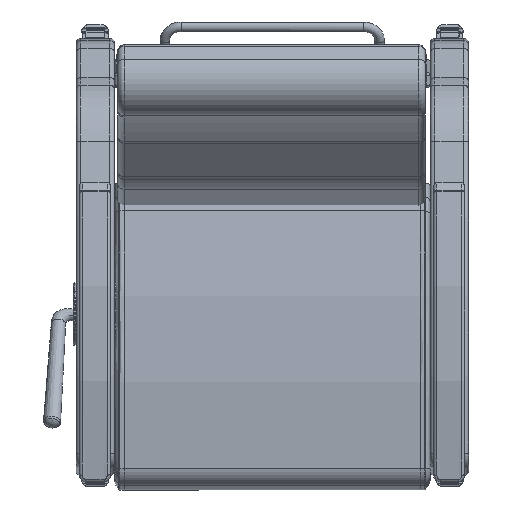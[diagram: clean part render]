
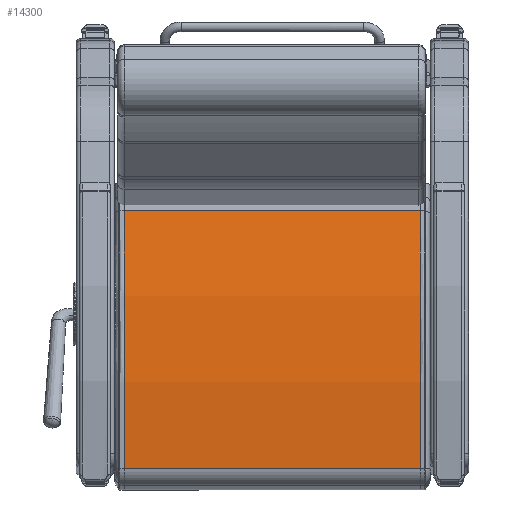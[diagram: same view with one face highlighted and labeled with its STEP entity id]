
A CAD part, front view. The second image highlights one B-rep face of the part: STEP entity #14300.
In plain terms, the highlighted free-form (B-spline) face has degree [1, 2] with [2, 3] control points.
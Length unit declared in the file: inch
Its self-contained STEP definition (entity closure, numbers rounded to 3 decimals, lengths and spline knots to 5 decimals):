
#316=(
BOUNDED_SURFACE()
B_SPLINE_SURFACE(1,2,((#23521,#23522,#23523),(#23524,#23525,#23526)),
 .UNSPECIFIED.,.F.,.F.,.F.)
B_SPLINE_SURFACE_WITH_KNOTS((2,2),(3,3),(-0.19254,0.19254),
(1.36178,1.69928),.UNSPECIFIED.)
GEOMETRIC_REPRESENTATION_ITEM()
RATIONAL_B_SPLINE_SURFACE(((1.,0.986,1.),(1.,0.986,
1.)))
REPRESENTATION_ITEM('')
SURFACE()
);
#341=ELLIPSE('',#15566,60.05357,60.);
#353=ELLIPSE('',#15608,60.05357,60.);
#1427=FACE_OUTER_BOUND('',#2375,.T.);
#2375=EDGE_LOOP('',(#10026,#10027,#10028,#10029));
#3443=LINE('',#23520,#4371);
#3444=LINE('',#23527,#4372);
#4371=VECTOR('',#17917,0.3937);
#4372=VECTOR('',#17918,0.3937);
#6211=VERTEX_POINT('',#22693);
#6212=VERTEX_POINT('',#22716);
#6252=VERTEX_POINT('',#22933);
#6253=VERTEX_POINT('',#22956);
#7572=EDGE_CURVE('',#6212,#6211,#341,.T.);
#7631=EDGE_CURVE('',#6253,#6252,#353,.T.);
#7711=EDGE_CURVE('',#6211,#6253,#3443,.T.);
#7712=EDGE_CURVE('',#6212,#6252,#3444,.T.);
#10026=ORIENTED_EDGE('',*,*,#7572,.F.);
#10027=ORIENTED_EDGE('',*,*,#7712,.T.);
#10028=ORIENTED_EDGE('',*,*,#7631,.F.);
#10029=ORIENTED_EDGE('',*,*,#7711,.F.);
#14300=ADVANCED_FACE('',(#1427),#316,.F.);
#15566=AXIS2_PLACEMENT_3D('',#22718,#17670,#17671);
#15608=AXIS2_PLACEMENT_3D('',#22958,#17779,#17780);
#17670=DIRECTION('center_axis',(0.,0.,-1.));
#17671=DIRECTION('ref_axis',(1.,0.,0.));
#17779=DIRECTION('center_axis',(0.,0.,1.));
#17780=DIRECTION('ref_axis',(1.,0.,0.));
#17917=DIRECTION('',(0.,0.,1.));
#17918=DIRECTION('',(0.,0.,1.));
#22693=CARTESIAN_POINT('',(10.1114,0.44486,-11.5625));
#22716=CARTESIAN_POINT('',(-10.04459,1.25621,-11.5625));
#22718=CARTESIAN_POINT('Origin',(-2.34979,-58.24922,-11.5625));
#22933=CARTESIAN_POINT('',(-10.04459,1.25621,11.5625));
#22956=CARTESIAN_POINT('',(10.1114,0.44486,11.5625));
#22958=CARTESIAN_POINT('Origin',(-2.34979,-58.24922,11.5625));
#23520=CARTESIAN_POINT('',(10.1114,0.44486,0.));
#23521=CARTESIAN_POINT('Ctrl Pts',(10.1114,0.44486,-11.5625));
#23522=CARTESIAN_POINT('Ctrl Pts',(0.10258,2.56602,-11.5625));
#23523=CARTESIAN_POINT('Ctrl Pts',(-10.04459,1.25621,-11.5625));
#23524=CARTESIAN_POINT('Ctrl Pts',(10.1114,0.44486,11.5625));
#23525=CARTESIAN_POINT('Ctrl Pts',(0.10258,2.56602,11.5625));
#23526=CARTESIAN_POINT('Ctrl Pts',(-10.04459,1.25621,11.5625));
#23527=CARTESIAN_POINT('',(-10.04459,1.25621,0.));
